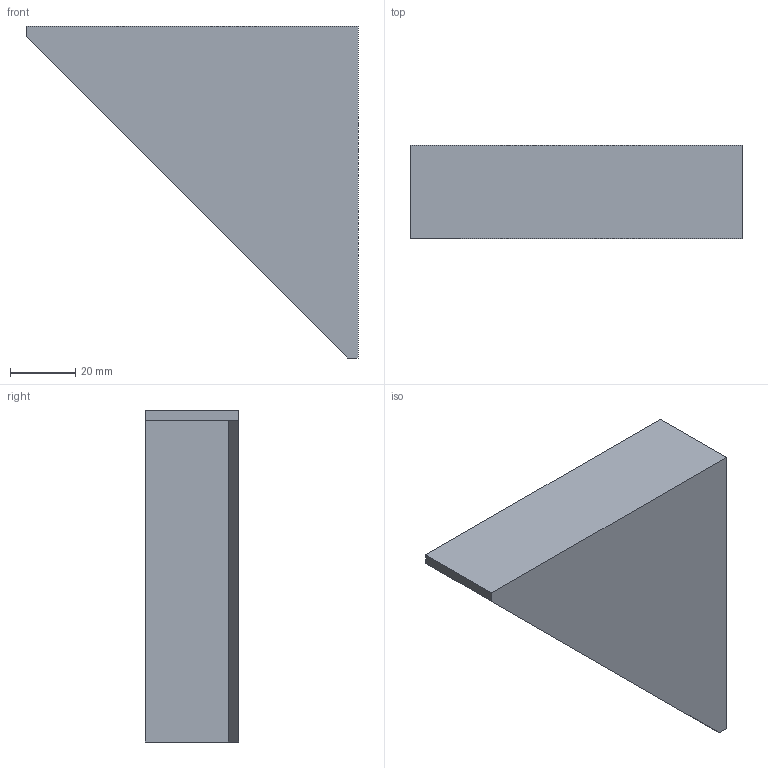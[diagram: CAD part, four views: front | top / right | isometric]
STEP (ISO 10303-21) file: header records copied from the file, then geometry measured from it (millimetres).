
FILE_DESCRIPTION(/* description */ (''),/* implementation_level */ '2;1');
FILE_NAME(/* name */ 'RightAngleJigV1.stp',/* time_stamp */ '2025-05-07T22:39:18-05:00',/* author */ ('dpseu'),/* organization */ (''),/* preprocessor_version */ 'ST-DEVELOPER v20',/* originating_system */ 'Autodesk Inventor 2025',/* authorisation */ '');
FILE_SCHEMA (('AUTOMOTIVE_DESIGN { 1 0 10303 214 3 1 1 }'));
Length unit declared in the file: inch
Products named in the file (1): Right Angle Gig
Bounding box: 101.6 x 28.57 x 101.6 mm (x, y, z)
Volume: 33526.3 mm3; surface area: 22387.5 mm2
Topology: 1 solids, 1 shells, 10 faces, 22 edges, 14 vertices
Faces by surface type: plane 10
Entity records: 315 total; most frequent: CARTESIAN_POINT 47, ORIENTED_EDGE 44, DIRECTION 44, LINE 22, VECTOR 22, EDGE_CURVE 22, VERTEX_POINT 14, AXIS2_PLACEMENT_3D 11
